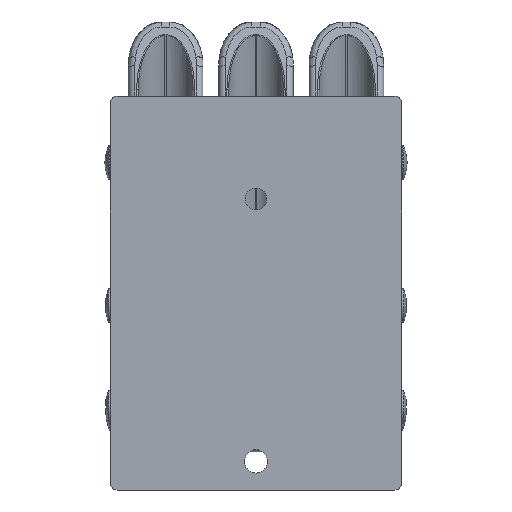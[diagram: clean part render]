
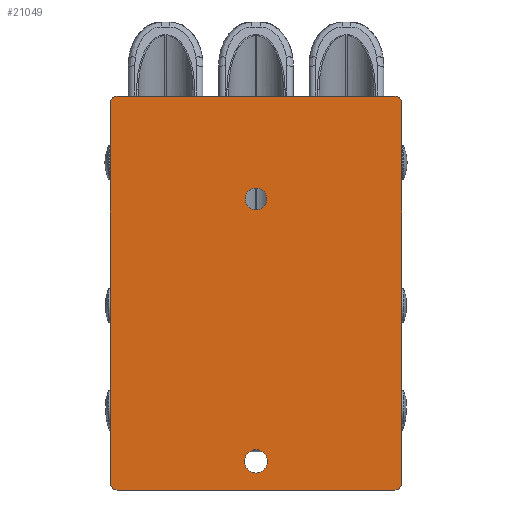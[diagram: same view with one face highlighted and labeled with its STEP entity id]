
A CAD part, front view. The second image highlights one B-rep face of the part: STEP entity #21049.
In plain terms, the highlighted planar face has unit normal (0, -1, 0).
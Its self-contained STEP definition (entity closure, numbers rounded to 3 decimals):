
#1594=FACE_BOUND('',#4498,.T.);
#1595=FACE_BOUND('',#4499,.T.);
#1931=PLANE('',#23524);
#3172=FACE_OUTER_BOUND('',#4497,.T.);
#4497=EDGE_LOOP('',(#19023,#19024,#19025,#19026,#19027,#19028,#19029,#19030));
#4498=EDGE_LOOP('',(#19031));
#4499=EDGE_LOOP('',(#19032));
#5017=LINE('',#38586,#5929);
#5039=LINE('',#39338,#5951);
#5427=LINE('',#47445,#6339);
#5430=LINE('',#47457,#6342);
#5929=VECTOR('',#26503,10.);
#5951=VECTOR('',#26613,10.);
#6339=VECTOR('',#29169,10.);
#6342=VECTOR('',#29182,10.);
#7059=CIRCLE('',#22369,2.);
#7064=CIRCLE('',#22376,2.);
#7680=CIRCLE('',#23503,2.);
#7683=CIRCLE('',#23508,3.5);
#7685=CIRCLE('',#23511,3.25);
#7687=CIRCLE('',#23514,2.);
#8769=VERTEX_POINT('',#38574);
#8770=VERTEX_POINT('',#38576);
#8773=VERTEX_POINT('',#38584);
#8776=VERTEX_POINT('',#38592);
#8849=VERTEX_POINT('',#39336);
#9698=VERTEX_POINT('',#47444);
#9700=VERTEX_POINT('',#47450);
#9702=VERTEX_POINT('',#47456);
#9704=VERTEX_POINT('',#47462);
#9706=VERTEX_POINT('',#47468);
#11360=EDGE_CURVE('',#8769,#8770,#7059,.T.);
#11365=EDGE_CURVE('',#8773,#8769,#5017,.T.);
#11369=EDGE_CURVE('',#8776,#8773,#7064,.T.);
#11455=EDGE_CURVE('',#8776,#8849,#5039,.T.);
#12869=EDGE_CURVE('',#9698,#8770,#5427,.T.);
#12872=EDGE_CURVE('',#9700,#9698,#7680,.T.);
#12875=EDGE_CURVE('',#9702,#9700,#5430,.T.);
#12879=EDGE_CURVE('',#9704,#9704,#7683,.T.);
#12882=EDGE_CURVE('',#9706,#9706,#7685,.T.);
#12884=EDGE_CURVE('',#8849,#9702,#7687,.T.);
#19023=ORIENTED_EDGE('',*,*,#12869,.T.);
#19024=ORIENTED_EDGE('',*,*,#11360,.F.);
#19025=ORIENTED_EDGE('',*,*,#11365,.F.);
#19026=ORIENTED_EDGE('',*,*,#11369,.F.);
#19027=ORIENTED_EDGE('',*,*,#11455,.T.);
#19028=ORIENTED_EDGE('',*,*,#12884,.T.);
#19029=ORIENTED_EDGE('',*,*,#12875,.T.);
#19030=ORIENTED_EDGE('',*,*,#12872,.T.);
#19031=ORIENTED_EDGE('',*,*,#12882,.T.);
#19032=ORIENTED_EDGE('',*,*,#12879,.T.);
#21049=ADVANCED_FACE('',(#3172,#1594,#1595),#1931,.T.);
#22369=AXIS2_PLACEMENT_3D('',#38577,#26493,#26494);
#22376=AXIS2_PLACEMENT_3D('',#38594,#26511,#26512);
#23503=AXIS2_PLACEMENT_3D('',#47451,#29175,#29176);
#23508=AXIS2_PLACEMENT_3D('',#47464,#29189,#29190);
#23511=AXIS2_PLACEMENT_3D('',#47470,#29196,#29197);
#23514=AXIS2_PLACEMENT_3D('',#47473,#29202,#29203);
#23524=AXIS2_PLACEMENT_3D('',#47486,#29225,#29226);
#26493=DIRECTION('center_axis',(0.,1.,0.));
#26494=DIRECTION('ref_axis',(0.,0.,1.));
#26503=DIRECTION('',(0.,0.,1.));
#26511=DIRECTION('center_axis',(0.,1.,0.));
#26512=DIRECTION('ref_axis',(-1.,0.,0.));
#26613=DIRECTION('',(1.,0.,0.));
#29169=DIRECTION('',(-1.,0.,0.));
#29175=DIRECTION('center_axis',(0.,-1.,0.));
#29176=DIRECTION('ref_axis',(0.,0.,1.));
#29182=DIRECTION('',(0.,0.,1.));
#29189=DIRECTION('center_axis',(0.,1.,0.));
#29190=DIRECTION('ref_axis',(0.,0.,1.));
#29196=DIRECTION('center_axis',(0.,1.,0.));
#29197=DIRECTION('ref_axis',(0.,0.,1.));
#29202=DIRECTION('center_axis',(0.,-1.,0.));
#29203=DIRECTION('ref_axis',(1.,0.,0.));
#29225=DIRECTION('center_axis',(0.,-1.,0.));
#29226=DIRECTION('ref_axis',(0.,0.,-1.));
#38574=CARTESIAN_POINT('',(-71.,0.,61.));
#38576=CARTESIAN_POINT('',(-69.,0.,63.));
#38577=CARTESIAN_POINT('Origin',(-69.,0.,61.));
#38584=CARTESIAN_POINT('',(-71.,0.,-53.5));
#38586=CARTESIAN_POINT('',(-71.,0.,-53.5));
#38592=CARTESIAN_POINT('',(-69.,0.,-55.5));
#38594=CARTESIAN_POINT('Origin',(-69.,0.,-53.5));
#39336=CARTESIAN_POINT('',(14.6,0.,-55.5));
#39338=CARTESIAN_POINT('',(-27.,0.,-55.5));
#47444=CARTESIAN_POINT('',(14.6,0.,63.));
#47445=CARTESIAN_POINT('',(14.6,0.,63.));
#47450=CARTESIAN_POINT('',(16.6,0.,61.));
#47451=CARTESIAN_POINT('Origin',(14.6,0.,61.));
#47456=CARTESIAN_POINT('',(16.6,0.,-53.5));
#47457=CARTESIAN_POINT('',(16.6,0.,-53.5));
#47462=CARTESIAN_POINT('',(-27.2,0.,-43.4));
#47464=CARTESIAN_POINT('Origin',(-27.2,0.,-46.9));
#47468=CARTESIAN_POINT('',(-27.2,0.,35.35));
#47470=CARTESIAN_POINT('Origin',(-27.2,0.,32.1));
#47473=CARTESIAN_POINT('Origin',(14.6,0.,-53.5));
#47486=CARTESIAN_POINT('Origin',(-5.298,0.,3.75));
